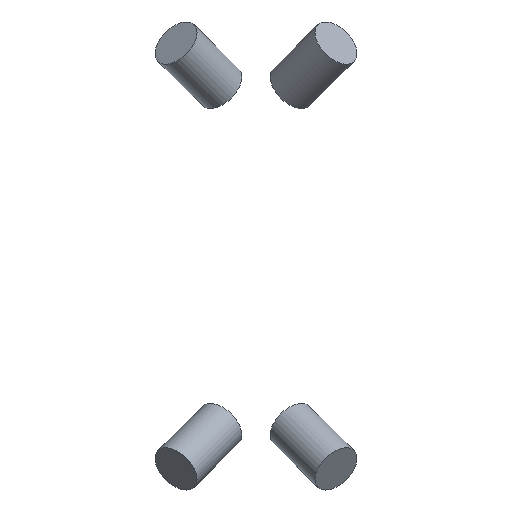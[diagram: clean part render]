
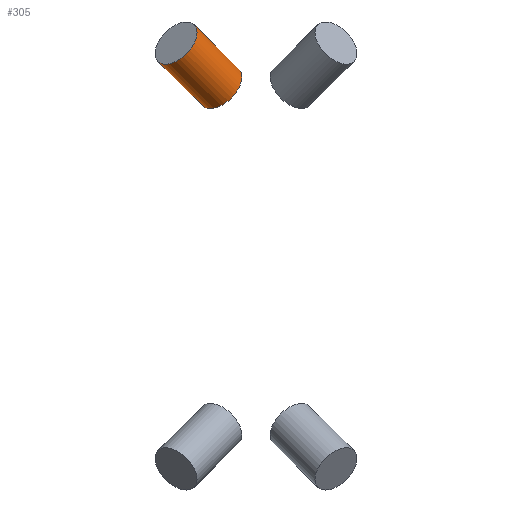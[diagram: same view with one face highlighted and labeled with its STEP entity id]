
A CAD part, left-side view. The second image highlights one B-rep face of the part: STEP entity #305.
In plain terms, the highlighted cylindrical face has radius 25 mm (diameter 50 mm), a full revolution.
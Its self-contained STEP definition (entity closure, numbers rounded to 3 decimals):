
#305 = ADVANCED_FACE('',(#306),#319,.T.);
#306 = FACE_BOUND('',#307,.T.);
#307 = EDGE_LOOP('',(#308,#342,#365,#392));
#308 = ORIENTED_EDGE('',*,*,#309,.T.);
#309 = EDGE_CURVE('',#310,#310,#312,.T.);
#310 = VERTEX_POINT('',#311);
#311 = CARTESIAN_POINT('',(-211.653,95.232,206.466
    ));
#312 = SURFACE_CURVE('',#313,(#318,#330),.PCURVE_S1.);
#313 = CIRCLE('',#314,25.);
#314 = AXIS2_PLACEMENT_3D('',#315,#316,#317);
#315 = CARTESIAN_POINT('',(-229.331,77.554,
    206.466));
#316 = DIRECTION('',(0.579,-0.579,-0.574));
#317 = DIRECTION('',(-0.707,-0.707,0.
    ));
#318 = PCURVE('',#319,#324);
#319 = CYLINDRICAL_SURFACE('',#320,25.);
#320 = AXIS2_PLACEMENT_3D('',#321,#322,#323);
#321 = CARTESIAN_POINT('',(-207.609,55.833,
    184.957));
#322 = DIRECTION('',(0.579,-0.579,-0.574));
#323 = DIRECTION('',(-0.707,-0.707,0.
    ));
#324 = DEFINITIONAL_REPRESENTATION('',(#325),#329);
#325 = LINE('',#326,#327);
#326 = CARTESIAN_POINT('',(0.,-37.5));
#327 = VECTOR('',#328,1.);
#328 = DIRECTION('',(1.,0.));
#329 = ( GEOMETRIC_REPRESENTATION_CONTEXT(2) 
PARAMETRIC_REPRESENTATION_CONTEXT() REPRESENTATION_CONTEXT('2D SPACE',''
  ) );
#330 = PCURVE('',#331,#336);
#331 = PLANE('',#332);
#332 = AXIS2_PLACEMENT_3D('',#333,#334,#335);
#333 = CARTESIAN_POINT('',(-229.331,77.554,
    206.466));
#334 = DIRECTION('',(0.579,-0.579,-0.574));
#335 = DIRECTION('',(-0.707,-0.707,0.
    ));
#336 = DEFINITIONAL_REPRESENTATION('',(#337),#341);
#337 = CIRCLE('',#338,25.);
#338 = AXIS2_PLACEMENT_2D('',#339,#340);
#339 = CARTESIAN_POINT('',(0.,0.));
#340 = DIRECTION('',(1.,0.));
#341 = ( GEOMETRIC_REPRESENTATION_CONTEXT(2) 
PARAMETRIC_REPRESENTATION_CONTEXT() REPRESENTATION_CONTEXT('2D SPACE',''
  ) );
#342 = ORIENTED_EDGE('',*,*,#343,.T.);
#343 = EDGE_CURVE('',#310,#344,#346,.T.);
#344 = VERTEX_POINT('',#345);
#345 = CARTESIAN_POINT('',(-168.211,51.789,
    163.447));
#346 = SEAM_CURVE('',#347,(#351,#358),.PCURVE_S1.);
#347 = LINE('',#348,#349);
#348 = CARTESIAN_POINT('',(-189.932,73.51,
    184.957));
#349 = VECTOR('',#350,1.);
#350 = DIRECTION('',(0.579,-0.579,-0.574));
#351 = PCURVE('',#319,#352);
#352 = DEFINITIONAL_REPRESENTATION('',(#353),#357);
#353 = LINE('',#354,#355);
#354 = CARTESIAN_POINT('',(9.425,0.));
#355 = VECTOR('',#356,1.);
#356 = DIRECTION('',(0.,1.));
#357 = ( GEOMETRIC_REPRESENTATION_CONTEXT(2) 
PARAMETRIC_REPRESENTATION_CONTEXT() REPRESENTATION_CONTEXT('2D SPACE',''
  ) );
#358 = PCURVE('',#319,#359);
#359 = DEFINITIONAL_REPRESENTATION('',(#360),#364);
#360 = LINE('',#361,#362);
#361 = CARTESIAN_POINT('',(3.142,0.));
#362 = VECTOR('',#363,1.);
#363 = DIRECTION('',(0.,1.));
#364 = ( GEOMETRIC_REPRESENTATION_CONTEXT(2) 
PARAMETRIC_REPRESENTATION_CONTEXT() REPRESENTATION_CONTEXT('2D SPACE',''
  ) );
#365 = ORIENTED_EDGE('',*,*,#366,.T.);
#366 = EDGE_CURVE('',#344,#344,#367,.T.);
#367 = SURFACE_CURVE('',#368,(#373,#380),.PCURVE_S1.);
#368 = CIRCLE('',#369,25.);
#369 = AXIS2_PLACEMENT_3D('',#370,#371,#372);
#370 = CARTESIAN_POINT('',(-185.888,34.112,
    163.447));
#371 = DIRECTION('',(-0.579,0.579,0.574));
#372 = DIRECTION('',(-0.707,-0.707,0.
    ));
#373 = PCURVE('',#319,#374);
#374 = DEFINITIONAL_REPRESENTATION('',(#375),#379);
#375 = LINE('',#376,#377);
#376 = CARTESIAN_POINT('',(12.566,37.5));
#377 = VECTOR('',#378,1.);
#378 = DIRECTION('',(-1.,0.));
#379 = ( GEOMETRIC_REPRESENTATION_CONTEXT(2) 
PARAMETRIC_REPRESENTATION_CONTEXT() REPRESENTATION_CONTEXT('2D SPACE',''
  ) );
#380 = PCURVE('',#381,#386);
#381 = PLANE('',#382);
#382 = AXIS2_PLACEMENT_3D('',#383,#384,#385);
#383 = CARTESIAN_POINT('',(-185.888,34.112,
    163.447));
#384 = DIRECTION('',(-0.579,0.579,0.574));
#385 = DIRECTION('',(0.707,0.707,0.));
#386 = DEFINITIONAL_REPRESENTATION('',(#387),#391);
#387 = CIRCLE('',#388,25.);
#388 = AXIS2_PLACEMENT_2D('',#389,#390);
#389 = CARTESIAN_POINT('',(0.,0.));
#390 = DIRECTION('',(-1.,0.));
#391 = ( GEOMETRIC_REPRESENTATION_CONTEXT(2) 
PARAMETRIC_REPRESENTATION_CONTEXT() REPRESENTATION_CONTEXT('2D SPACE',''
  ) );
#392 = ORIENTED_EDGE('',*,*,#343,.F.);
